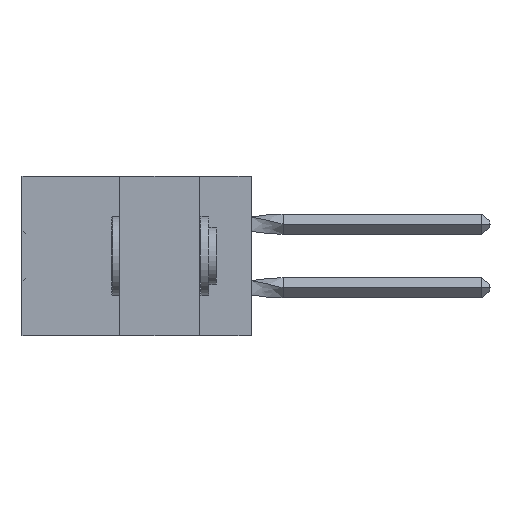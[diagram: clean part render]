
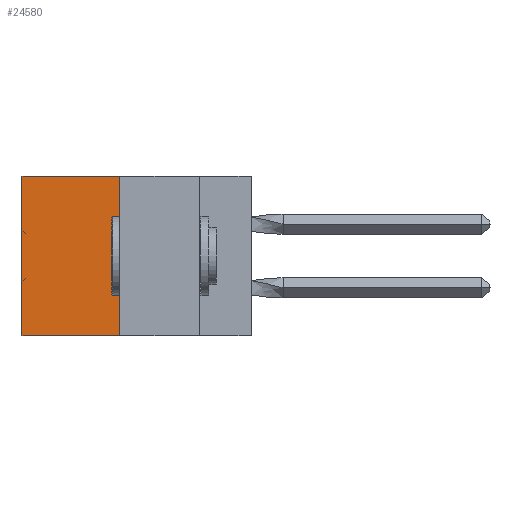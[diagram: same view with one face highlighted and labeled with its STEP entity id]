
A CAD part, left-side view. The second image highlights one B-rep face of the part: STEP entity #24580.
In plain terms, the highlighted planar face has unit normal (-1, 0, 0).
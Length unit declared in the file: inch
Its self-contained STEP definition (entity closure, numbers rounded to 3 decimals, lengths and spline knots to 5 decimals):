
#943 = EDGE_CURVE ( 'NONE', #20270, #36159, #3342, .T. ) ;
#3066 = EDGE_CURVE ( 'NONE', #36159, #31668, #31336, .T. ) ;
#3342 = LINE ( 'NONE', #42396, #50132 ) ;
#6887 = VECTOR ( 'NONE', #47016, 39.37008 ) ;
#9714 = CARTESIAN_POINT ( 'NONE',  ( 0.305, 0.413, -0.5 ) ) ;
#11912 = EDGE_CURVE ( 'NONE', #20270, #34822, #47555, .T. ) ;
#12795 = CARTESIAN_POINT ( 'NONE',  ( 0.305, 0.413, -0.5 ) ) ;
#12892 = EDGE_CURVE ( 'NONE', #34822, #31668, #26381, .T. ) ;
#14247 = AXIS2_PLACEMENT_3D ( 'NONE', #12795, #47845, #48031 ) ;
#14503 = CARTESIAN_POINT ( 'NONE',  ( 0.305, 0.72, 0. ) ) ;
#14691 = CARTESIAN_POINT ( 'NONE',  ( 0.305, 0.72, -0.5 ) ) ;
#16927 = ORIENTED_EDGE ( 'NONE', *, *, #943, .F. ) ;
#20270 = VERTEX_POINT ( 'NONE', #25224 ) ;
#20300 = VECTOR ( 'NONE', #26918, 39.37008 ) ;
#20639 = FACE_OUTER_BOUND ( 'NONE', #28047, .T. ) ;
#24580 = ADVANCED_FACE ( 'NONE', ( #20639 ), #39346, .F. ) ;
#25224 = CARTESIAN_POINT ( 'NONE',  ( 0.305, 0.413, 0. ) ) ;
#26381 = LINE ( 'NONE', #52715, #20300 ) ;
#26918 = DIRECTION ( 'NONE',  ( 0., 0., -1. ) ) ;
#28047 = EDGE_LOOP ( 'NONE', ( #51843, #38345, #16927, #35733 ) ) ;
#30011 = CARTESIAN_POINT ( 'NONE',  ( 0.305, 0.413, -0.5 ) ) ;
#31336 = LINE ( 'NONE', #30011, #37413 ) ;
#31668 = VERTEX_POINT ( 'NONE', #14691 ) ;
#34330 = DIRECTION ( 'NONE',  ( 0., 1., 0. ) ) ;
#34822 = VERTEX_POINT ( 'NONE', #14503 ) ;
#35733 = ORIENTED_EDGE ( 'NONE', *, *, #11912, .T. ) ;
#36159 = VERTEX_POINT ( 'NONE', #9714 ) ;
#37413 = VECTOR ( 'NONE', #34330, 39.37008 ) ;
#38345 = ORIENTED_EDGE ( 'NONE', *, *, #3066, .F. ) ;
#39346 = PLANE ( 'NONE',  #14247 ) ;
#42396 = CARTESIAN_POINT ( 'NONE',  ( 0.305, 0.413, -0.5 ) ) ;
#46623 = CARTESIAN_POINT ( 'NONE',  ( 0.305, 0.413, 0. ) ) ;
#47016 = DIRECTION ( 'NONE',  ( 0., 1., 0. ) ) ;
#47555 = LINE ( 'NONE', #46623, #6887 ) ;
#47845 = DIRECTION ( 'NONE',  ( 1., 0., 0. ) ) ;
#48031 = DIRECTION ( 'NONE',  ( 0., 0., -1. ) ) ;
#50132 = VECTOR ( 'NONE', #51298, 39.37008 ) ;
#51298 = DIRECTION ( 'NONE',  ( 0., 0., -1. ) ) ;
#51843 = ORIENTED_EDGE ( 'NONE', *, *, #12892, .T. ) ;
#52715 = CARTESIAN_POINT ( 'NONE',  ( 0.305, 0.72, -0.5 ) ) ;
